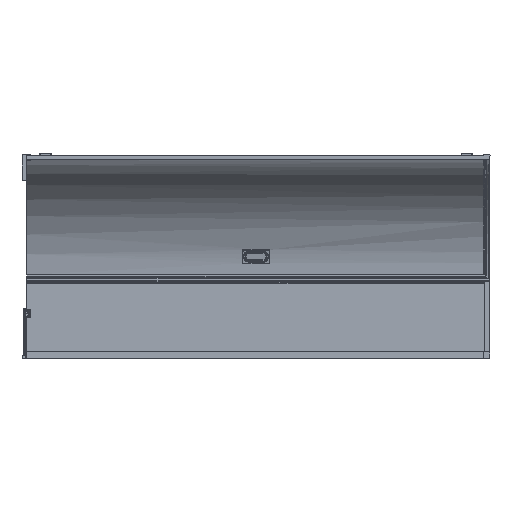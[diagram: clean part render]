
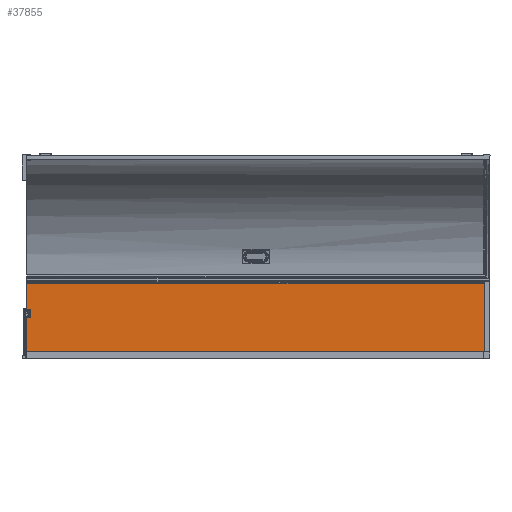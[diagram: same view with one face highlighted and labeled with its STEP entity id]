
A CAD part, left-side view. The second image highlights one B-rep face of the part: STEP entity #37855.
In plain terms, the highlighted planar face has unit normal (-1, 0, 0).
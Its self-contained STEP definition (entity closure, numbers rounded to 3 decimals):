
#1457 = ORIENTED_EDGE ( 'NONE', *, *, #15806, .F. ) ;
#2834 = VERTEX_POINT ( 'NONE', #65232 ) ;
#3016 = VERTEX_POINT ( 'NONE', #15378 ) ;
#4962 = VERTEX_POINT ( 'NONE', #13084 ) ;
#5342 = ORIENTED_EDGE ( 'NONE', *, *, #33759, .F. ) ;
#6259 = LINE ( 'NONE', #14511, #61028 ) ;
#9067 = DIRECTION ( 'NONE',  ( 0., 0., 1. ) ) ;
#9504 = CARTESIAN_POINT ( 'NONE',  ( 525.1, 26., -302.292 ) ) ;
#9680 = CARTESIAN_POINT ( 'NONE',  ( 525.1, 25., -9.05 ) ) ;
#10251 = ORIENTED_EDGE ( 'NONE', *, *, #56884, .T. ) ;
#10281 = VECTOR ( 'NONE', #23290, 1000. ) ;
#10463 = VECTOR ( 'NONE', #21506, 1000. ) ;
#10576 = CARTESIAN_POINT ( 'NONE',  ( 525.1, 26., -165. ) ) ;
#11046 = CARTESIAN_POINT ( 'NONE',  ( 525.1, 1982., -165. ) ) ;
#11272 = DIRECTION ( 'NONE',  ( 0., 0., 1. ) ) ;
#11546 = LINE ( 'NONE', #61559, #13961 ) ;
#13084 = CARTESIAN_POINT ( 'NONE',  ( 525.1, 1982., -9.05 ) ) ;
#13528 = VECTOR ( 'NONE', #9067, 1000. ) ;
#13961 = VECTOR ( 'NONE', #24825, 1000. ) ;
#14386 = CARTESIAN_POINT ( 'NONE',  ( 525.1, 1982., -9.05 ) ) ;
#14511 = CARTESIAN_POINT ( 'NONE',  ( 525.1, 25., -327. ) ) ;
#15378 = CARTESIAN_POINT ( 'NONE',  ( 525.1, 25., -303.2 ) ) ;
#15806 = EDGE_CURVE ( 'NONE', #2834, #4962, #51545, .T. ) ;
#16820 = ORIENTED_EDGE ( 'NONE', *, *, #29514, .T. ) ;
#19145 = PLANE ( 'NONE',  #55014 ) ;
#19561 = VERTEX_POINT ( 'NONE', #49288 ) ;
#20258 = LINE ( 'NONE', #14386, #67588 ) ;
#21506 = DIRECTION ( 'NONE',  ( 0., -1., 0. ) ) ;
#23290 = DIRECTION ( 'NONE',  ( 0., 0., 1. ) ) ;
#23781 = VECTOR ( 'NONE', #11272, 1000. ) ;
#24825 = DIRECTION ( 'NONE',  ( 0., -1., 0. ) ) ;
#25008 = CARTESIAN_POINT ( 'NONE',  ( 525.1, 1982., -165. ) ) ;
#25054 = DIRECTION ( 'NONE',  ( 0., 0., -1. ) ) ;
#26484 = CARTESIAN_POINT ( 'NONE',  ( 525.1, 1982., -158.3 ) ) ;
#29514 = EDGE_CURVE ( 'NONE', #19561, #39946, #53845, .T. ) ;
#30847 = EDGE_CURVE ( 'NONE', #54062, #3016, #6259, .T. ) ;
#32185 = LINE ( 'NONE', #10576, #34706 ) ;
#32409 = LINE ( 'NONE', #55237, #10281 ) ;
#33759 = EDGE_CURVE ( 'NONE', #4962, #54062, #20258, .T. ) ;
#34706 = VECTOR ( 'NONE', #46851, 1000. ) ;
#35787 = EDGE_CURVE ( 'NONE', #19561, #61257, #32409, .T. ) ;
#36358 = EDGE_CURVE ( 'NONE', #61257, #2834, #41336, .T. ) ;
#37855 = ADVANCED_FACE ( 'NONE', ( #47620 ), #19145, .F. ) ;
#39008 = ORIENTED_EDGE ( 'NONE', *, *, #35787, .F. ) ;
#39946 = VERTEX_POINT ( 'NONE', #9504 ) ;
#40680 = DIRECTION ( 'NONE',  ( 0., -1., 0. ) ) ;
#41336 = LINE ( 'NONE', #25008, #13528 ) ;
#45857 = CARTESIAN_POINT ( 'NONE',  ( 525.1, 1001., -165. ) ) ;
#46851 = DIRECTION ( 'NONE',  ( 0., 0., 1. ) ) ;
#47620 = FACE_OUTER_BOUND ( 'NONE', #53454, .T. ) ;
#49288 = CARTESIAN_POINT ( 'NONE',  ( 525.1, 1982., -302.292 ) ) ;
#50142 = DIRECTION ( 'NONE',  ( 0., 0., -1. ) ) ;
#51545 = LINE ( 'NONE', #11046, #23781 ) ;
#52915 = VERTEX_POINT ( 'NONE', #66632 ) ;
#53259 = CARTESIAN_POINT ( 'NONE',  ( 525.1, 26., -302.292 ) ) ;
#53454 = EDGE_LOOP ( 'NONE', ( #5342, #1457, #64121, #39008, #16820, #58374, #10251, #62822 ) ) ;
#53845 = LINE ( 'NONE', #53259, #10463 ) ;
#54062 = VERTEX_POINT ( 'NONE', #9680 ) ;
#55014 = AXIS2_PLACEMENT_3D ( 'NONE', #45857, #60932, #25054 ) ;
#55237 = CARTESIAN_POINT ( 'NONE',  ( 525.1, 1982., -165. ) ) ;
#55523 = EDGE_CURVE ( 'NONE', #52915, #39946, #32185, .T. ) ;
#56884 = EDGE_CURVE ( 'NONE', #52915, #3016, #11546, .T. ) ;
#58374 = ORIENTED_EDGE ( 'NONE', *, *, #55523, .F. ) ;
#60932 = DIRECTION ( 'NONE',  ( 1., 0., 0. ) ) ;
#61028 = VECTOR ( 'NONE', #50142, 1000. ) ;
#61257 = VERTEX_POINT ( 'NONE', #26484 ) ;
#61559 = CARTESIAN_POINT ( 'NONE',  ( 525.1, 1001., -303.2 ) ) ;
#62822 = ORIENTED_EDGE ( 'NONE', *, *, #30847, .F. ) ;
#64121 = ORIENTED_EDGE ( 'NONE', *, *, #36358, .F. ) ;
#65232 = CARTESIAN_POINT ( 'NONE',  ( 525.1, 1982., -123.7 ) ) ;
#66632 = CARTESIAN_POINT ( 'NONE',  ( 525.1, 26., -303.2 ) ) ;
#67588 = VECTOR ( 'NONE', #40680, 1000. ) ;
